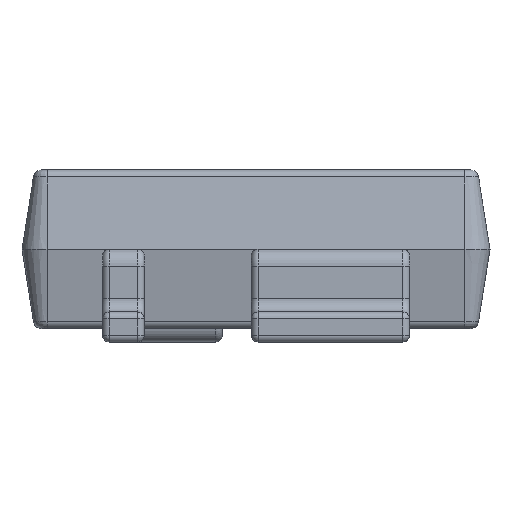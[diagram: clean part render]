
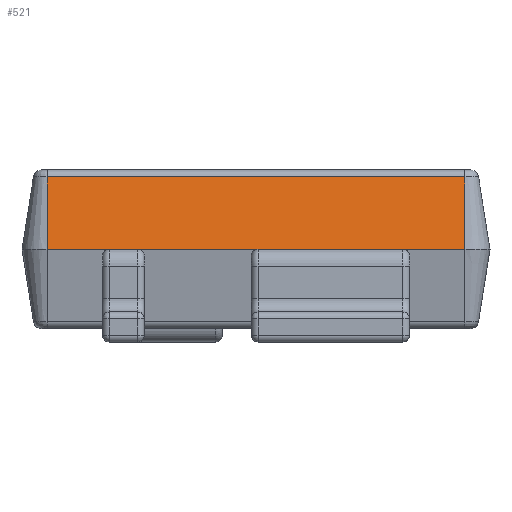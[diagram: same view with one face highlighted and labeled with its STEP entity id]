
A CAD part, front view. The second image highlights one B-rep face of the part: STEP entity #521.
In plain terms, the highlighted planar face has unit normal (0, -0.988, 0.156).
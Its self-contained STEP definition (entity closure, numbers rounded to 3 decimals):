
#96 = VERTEX_POINT('',#97);
#97 = CARTESIAN_POINT('',(-1.25,-1.15,0.));
#222 = VERTEX_POINT('',#223);
#223 = CARTESIAN_POINT('',(1.25,-1.15,0.));
#228 = EDGE_CURVE('',#222,#96,#229,.T.);
#229 = LINE('',#230,#231);
#230 = CARTESIAN_POINT('',(1.25,-1.15,0.));
#231 = VECTOR('',#232,1.);
#232 = DIRECTION('',(-1.,0.,0.));
#281 = EDGE_CURVE('',#96,#282,#284,.T.);
#282 = VERTEX_POINT('',#283);
#283 = CARTESIAN_POINT('',(-1.25,-1.081,0.433));
#284 = B_SPLINE_CURVE_WITH_KNOTS('',1,(#285,#286),.UNSPECIFIED.,.F.,.F.,
  (2,2),(0.,1.),.PIECEWISE_BEZIER_KNOTS.);
#285 = CARTESIAN_POINT('',(-1.25,-1.15,0.));
#286 = CARTESIAN_POINT('',(-1.25,-1.075,0.475));
#521 = ADVANCED_FACE('',(#522),#539,.T.);
#522 = FACE_BOUND('',#523,.T.);
#523 = EDGE_LOOP('',(#524,#531,#537,#538));
#524 = ORIENTED_EDGE('',*,*,#525,.T.);
#525 = EDGE_CURVE('',#222,#526,#528,.T.);
#526 = VERTEX_POINT('',#527);
#527 = CARTESIAN_POINT('',(1.25,-1.081,0.433));
#528 = B_SPLINE_CURVE_WITH_KNOTS('',1,(#529,#530),.UNSPECIFIED.,.F.,.F.,
  (2,2),(0.,1.),.PIECEWISE_BEZIER_KNOTS.);
#529 = CARTESIAN_POINT('',(1.25,-1.15,0.));
#530 = CARTESIAN_POINT('',(1.25,-1.075,0.475));
#531 = ORIENTED_EDGE('',*,*,#532,.T.);
#532 = EDGE_CURVE('',#526,#282,#533,.T.);
#533 = LINE('',#534,#535);
#534 = CARTESIAN_POINT('',(1.25,-1.081,0.433));
#535 = VECTOR('',#536,1.);
#536 = DIRECTION('',(-1.,0.,0.));
#537 = ORIENTED_EDGE('',*,*,#281,.F.);
#538 = ORIENTED_EDGE('',*,*,#228,.F.);
#539 = PLANE('',#540);
#540 = AXIS2_PLACEMENT_3D('',#541,#542,#543);
#541 = CARTESIAN_POINT('',(1.25,-1.075,0.475));
#542 = DIRECTION('',(0.,-0.988,0.156));
#543 = DIRECTION('',(1.,0.,0.));
